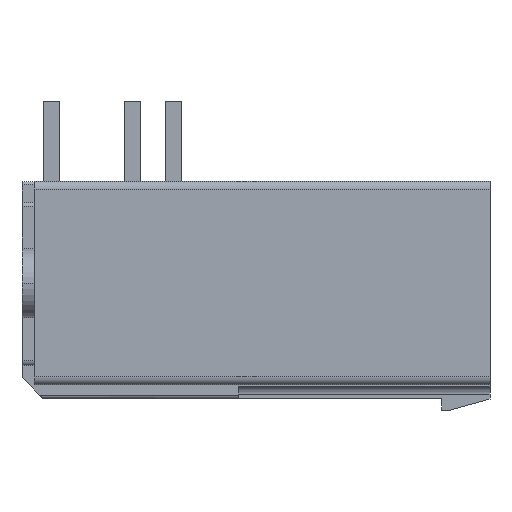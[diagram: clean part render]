
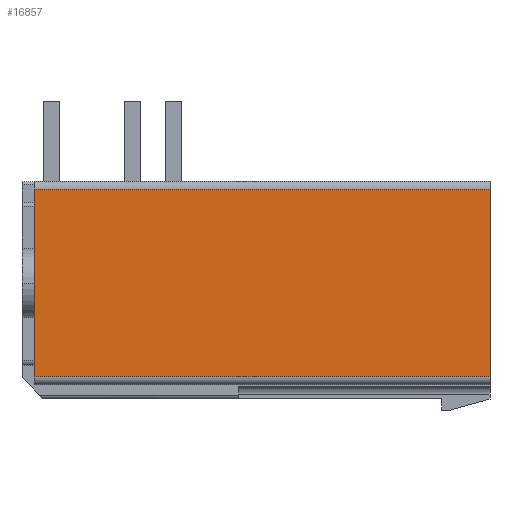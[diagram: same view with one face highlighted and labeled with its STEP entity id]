
A CAD part, front view. The second image highlights one B-rep face of the part: STEP entity #16857.
In plain terms, the highlighted planar face has unit normal (0, -1, 0).
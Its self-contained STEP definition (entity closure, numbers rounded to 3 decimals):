
#1590=DIRECTION('',(0.,0.,1.));
#1591=VECTOR('',#1590,11.733);
#1592=CARTESIAN_POINT('',(14.625,-6.22,-5.055));
#1593=LINE('',#1592,#1591);
#4535=DIRECTION('',(0.,0.,1.));
#4536=VECTOR('',#4535,11.733);
#4537=CARTESIAN_POINT('',(-13.875,-6.22,-5.055));
#4538=LINE('',#4537,#4536);
#5420=DIRECTION('',(-1.,0.,0.));
#5421=VECTOR('',#5420,28.5);
#5422=CARTESIAN_POINT('',(14.625,-6.22,-5.055));
#5423=LINE('',#5422,#5421);
#5424=DIRECTION('',(-1.,0.,0.));
#5425=VECTOR('',#5424,28.5);
#5426=CARTESIAN_POINT('',(14.625,-6.22,6.678));
#5427=LINE('',#5426,#5425);
#9512=CARTESIAN_POINT('',(14.625,-6.22,6.678));
#9514=VERTEX_POINT('',#9512);
#9529=CARTESIAN_POINT('',(14.625,-6.22,-5.055));
#9531=VERTEX_POINT('',#9529);
#9532=CARTESIAN_POINT('',(-13.875,-6.22,6.678));
#9534=VERTEX_POINT('',#9532);
#9537=CARTESIAN_POINT('',(-13.875,-6.22,-5.055));
#9539=VERTEX_POINT('',#9537);
#16845=CARTESIAN_POINT('',(14.625,-6.22,-5.055));
#16846=DIRECTION('',(0.,1.,0.));
#16847=DIRECTION('',(0.,0.,1.));
#16848=AXIS2_PLACEMENT_3D('',#16845,#16846,#16847);
#16849=PLANE('',#16848);
#16850=ORIENTED_EDGE('',*,*,#10613,.F.);
#16851=ORIENTED_EDGE('',*,*,#16840,.T.);
#16852=ORIENTED_EDGE('',*,*,#15929,.T.);
#16854=ORIENTED_EDGE('',*,*,#16853,.F.);
#16855=EDGE_LOOP('',(#16850,#16851,#16852,#16854));
#16856=FACE_OUTER_BOUND('',#16855,.F.);
#16857=ADVANCED_FACE('',(#16856),#16849,.F.);
#10613=EDGE_CURVE('',#9531,#9514,#1593,.T.);
#15929=EDGE_CURVE('',#9539,#9534,#4538,.T.);
#16840=EDGE_CURVE('',#9531,#9539,#5423,.T.);
#16853=EDGE_CURVE('',#9514,#9534,#5427,.T.);
